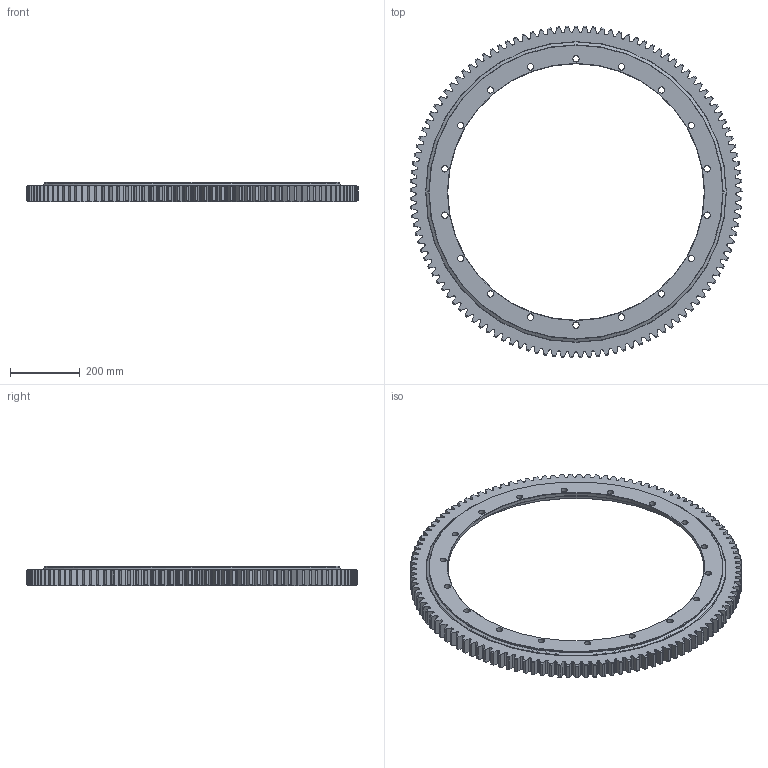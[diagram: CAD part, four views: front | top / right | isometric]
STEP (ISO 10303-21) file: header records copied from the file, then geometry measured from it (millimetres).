
FILE_DESCRIPTION (( 'STEP AP214' ), '1' );
FILE_NAME ('E.950.20.00.STEP', '2015-12-04T13:01:36', ( '' ), ( '' ), 'SwSTEP 2.0', 'SolidWorks 2015', '' );
FILE_SCHEMA (( 'AUTOMOTIVE_DESIGN' ));
Length unit declared in the file: millimetre
Products named in the file (7): C.950.B20C.A3N.0 - OR Seal; C.950.B20C.A3N.0 - OR; E.950.20.00; Ball D20; Grease nipple M8x1mm; C.950.B20C.A3N.0 - IR; C.950.B20C.A3N.0 - IR Seal
Assembly tree (122 placements, depth 2):
  E.950.20.00
    C.950.B20C.A3N.0 - IR
    C.950.B20C.A3N.0 - OR
    Ball D20  x114
    C.950.B20C.A3N.0 - IR Seal
    C.950.B20C.A3N.0 - OR Seal
    Grease nipple M8x1mm  x4
Bounding box: 950.38 x 950.31 x 56 mm (x, y, z)
Volume: 8571523.5 mm3; surface area: 1608822.7 mm2
Topology: 122 solids, 122 shells, 1747 faces, 5104 edges, 3366 vertices
Faces by surface type: bspline 585, cone 364, plane 289, cylinder 237, sphere 228, torus 44
Entity records: 52670 total; most frequent: CARTESIAN_POINT 18301, ORIENTED_EDGE 8112, DIRECTION 5080, EDGE_CURVE 4056, VERTEX_POINT 2672, AXIS2_PLACEMENT_3D 1743, B_SPLINE_CURVE_WITH_KNOTS 1678, VECTOR 1594
